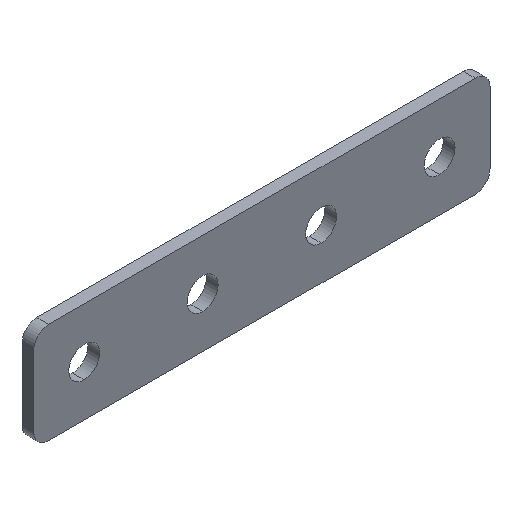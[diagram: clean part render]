
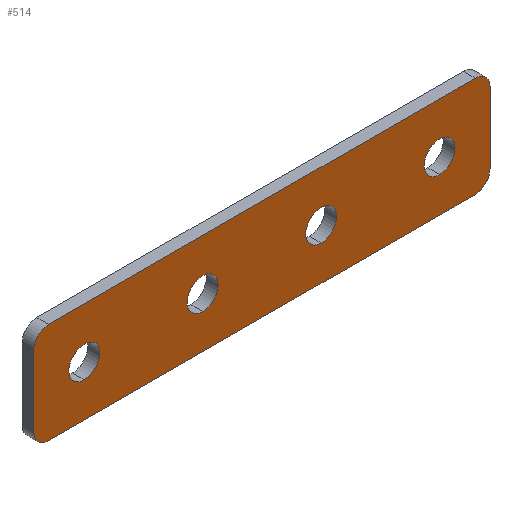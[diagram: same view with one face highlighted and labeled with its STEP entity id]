
A CAD part, isometric view. The second image highlights one B-rep face of the part: STEP entity #514.
In plain terms, the highlighted planar face has unit normal (0, -1, 0).
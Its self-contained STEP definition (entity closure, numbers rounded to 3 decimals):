
#4 = DIRECTION ( 'NONE',  ( 0., 0., 1. ) ) ;
#9 = CARTESIAN_POINT ( 'NONE',  ( -8.5, 0., 6. ) ) ;
#18 = CARTESIAN_POINT ( 'NONE',  ( 66., 0., 8.5 ) ) ;
#24 = AXIS2_PLACEMENT_3D ( 'NONE', #331, #240, #529 ) ;
#26 = CARTESIAN_POINT ( 'NONE',  ( 40., 0., 2.6 ) ) ;
#28 = FACE_BOUND ( 'NONE', #537, .T. ) ;
#32 = CIRCLE ( 'NONE', #609, 2.5 ) ;
#33 = ORIENTED_EDGE ( 'NONE', *, *, #307, .T. ) ;
#38 = DIRECTION ( 'NONE',  ( 0., 0., -1. ) ) ;
#41 = DIRECTION ( 'NONE',  ( 0., 0., 1. ) ) ;
#45 = ORIENTED_EDGE ( 'NONE', *, *, #266, .T. ) ;
#54 = ORIENTED_EDGE ( 'NONE', *, *, #143, .T. ) ;
#57 = VERTEX_POINT ( 'NONE', #311 ) ;
#62 = DIRECTION ( 'NONE',  ( 0., 0., 1. ) ) ;
#63 = VERTEX_POINT ( 'NONE', #117 ) ;
#74 = DIRECTION ( 'NONE',  ( 0., 0., -1. ) ) ;
#75 = CARTESIAN_POINT ( 'NONE',  ( 20., 0., 2.6 ) ) ;
#78 = AXIS2_PLACEMENT_3D ( 'NONE', #96, #290, #323 ) ;
#79 = EDGE_CURVE ( 'NONE', #256, #343, #206, .T. ) ;
#80 = CARTESIAN_POINT ( 'NONE',  ( 68.5, 0., 6. ) ) ;
#85 = AXIS2_PLACEMENT_3D ( 'NONE', #604, #326, #556 ) ;
#90 = CARTESIAN_POINT ( 'NONE',  ( -6., 0., 8.5 ) ) ;
#94 = DIRECTION ( 'NONE',  ( 0., -1., 0. ) ) ;
#95 = ORIENTED_EDGE ( 'NONE', *, *, #167, .T. ) ;
#96 = CARTESIAN_POINT ( 'NONE',  ( 40., 0., 0. ) ) ;
#101 = LINE ( 'NONE', #246, #223 ) ;
#104 = CARTESIAN_POINT ( 'NONE',  ( 8.5, 0., 8.5 ) ) ;
#105 = ORIENTED_EDGE ( 'NONE', *, *, #627, .F. ) ;
#111 = CIRCLE ( 'NONE', #568, 2.5 ) ;
#115 = DIRECTION ( 'NONE',  ( 0., 1., 0. ) ) ;
#117 = CARTESIAN_POINT ( 'NONE',  ( 68.5, 0., -6. ) ) ;
#133 = CARTESIAN_POINT ( 'NONE',  ( 20., 0., 0. ) ) ;
#134 = CARTESIAN_POINT ( 'NONE',  ( -6., 0., 6. ) ) ;
#135 = FACE_BOUND ( 'NONE', #150, .T. ) ;
#136 = CIRCLE ( 'NONE', #484, 2.6 ) ;
#143 = EDGE_CURVE ( 'NONE', #269, #401, #136, .T. ) ;
#144 = AXIS2_PLACEMENT_3D ( 'NONE', #553, #264, #411 ) ;
#148 = LINE ( 'NONE', #337, #559 ) ;
#150 = EDGE_LOOP ( 'NONE', ( #54, #548 ) ) ;
#151 = CIRCLE ( 'NONE', #251, 2.6 ) ;
#153 = LINE ( 'NONE', #104, #262 ) ;
#167 = EDGE_CURVE ( 'NONE', #635, #57, #212, .T. ) ;
#190 = DIRECTION ( 'NONE',  ( 0., 0., 1. ) ) ;
#192 = CIRCLE ( 'NONE', #369, 2.6 ) ;
#195 = CARTESIAN_POINT ( 'NONE',  ( 0., 0., 2.6 ) ) ;
#198 = VERTEX_POINT ( 'NONE', #90 ) ;
#199 = EDGE_CURVE ( 'NONE', #198, #446, #111, .T. ) ;
#201 = VERTEX_POINT ( 'NONE', #80 ) ;
#204 = CARTESIAN_POINT ( 'NONE',  ( 20., 0., 0. ) ) ;
#206 = CIRCLE ( 'NONE', #144, 2.6 ) ;
#207 = DIRECTION ( 'NONE',  ( 0., 1., 0. ) ) ;
#212 = CIRCLE ( 'NONE', #24, 2.5 ) ;
#223 = VECTOR ( 'NONE', #493, 1000. ) ;
#230 = FACE_OUTER_BOUND ( 'NONE', #405, .T. ) ;
#240 = DIRECTION ( 'NONE',  ( 0., -1., 0. ) ) ;
#244 = ORIENTED_EDGE ( 'NONE', *, *, #79, .T. ) ;
#246 = CARTESIAN_POINT ( 'NONE',  ( 68.5, 0., -8.5 ) ) ;
#251 = AXIS2_PLACEMENT_3D ( 'NONE', #133, #438, #41 ) ;
#253 = CARTESIAN_POINT ( 'NONE',  ( 40., 0., 0. ) ) ;
#254 = ORIENTED_EDGE ( 'NONE', *, *, #257, .F. ) ;
#256 = VERTEX_POINT ( 'NONE', #383 ) ;
#257 = EDGE_CURVE ( 'NONE', #635, #446, #148, .T. ) ;
#261 = CARTESIAN_POINT ( 'NONE',  ( 68.5, 0., 8.5 ) ) ;
#262 = VECTOR ( 'NONE', #497, 1000. ) ;
#264 = DIRECTION ( 'NONE',  ( 0., 1., 0. ) ) ;
#266 = EDGE_CURVE ( 'NONE', #201, #507, #426, .T. ) ;
#267 = ORIENTED_EDGE ( 'NONE', *, *, #363, .T. ) ;
#269 = VERTEX_POINT ( 'NONE', #195 ) ;
#274 = CARTESIAN_POINT ( 'NONE',  ( 60., 0., 2.6 ) ) ;
#276 = CIRCLE ( 'NONE', #78, 2.6 ) ;
#277 = FACE_BOUND ( 'NONE', #313, .T. ) ;
#278 = CIRCLE ( 'NONE', #382, 2.6 ) ;
#287 = DIRECTION ( 'NONE',  ( 0., -1., 0. ) ) ;
#290 = DIRECTION ( 'NONE',  ( 0., 1., 0. ) ) ;
#291 = EDGE_CURVE ( 'NONE', #314, #492, #151, .T. ) ;
#298 = CARTESIAN_POINT ( 'NONE',  ( 0., 0., -2.6 ) ) ;
#305 = ORIENTED_EDGE ( 'NONE', *, *, #291, .T. ) ;
#306 = CARTESIAN_POINT ( 'NONE',  ( 20., 0., -2.6 ) ) ;
#307 = EDGE_CURVE ( 'NONE', #490, #350, #276, .T. ) ;
#311 = CARTESIAN_POINT ( 'NONE',  ( -6., 0., -8.5 ) ) ;
#313 = EDGE_LOOP ( 'NONE', ( #267, #244 ) ) ;
#314 = VERTEX_POINT ( 'NONE', #75 ) ;
#316 = CARTESIAN_POINT ( 'NONE',  ( 66., 0., -6. ) ) ;
#323 = DIRECTION ( 'NONE',  ( 0., 0., 1. ) ) ;
#326 = DIRECTION ( 'NONE',  ( 0., -1., 0. ) ) ;
#331 = CARTESIAN_POINT ( 'NONE',  ( -6., 0., -6. ) ) ;
#337 = CARTESIAN_POINT ( 'NONE',  ( -8.5, 0., -8.5 ) ) ;
#343 = VERTEX_POINT ( 'NONE', #274 ) ;
#350 = VERTEX_POINT ( 'NONE', #26 ) ;
#354 = LINE ( 'NONE', #261, #491 ) ;
#362 = ORIENTED_EDGE ( 'NONE', *, *, #487, .T. ) ;
#363 = EDGE_CURVE ( 'NONE', #343, #256, #278, .T. ) ;
#369 = AXIS2_PLACEMENT_3D ( 'NONE', #253, #115, #62 ) ;
#370 = DIRECTION ( 'NONE',  ( 0., 1., 0. ) ) ;
#373 = VERTEX_POINT ( 'NONE', #578 ) ;
#374 = DIRECTION ( 'NONE',  ( 0., 0., 1. ) ) ;
#380 = AXIS2_PLACEMENT_3D ( 'NONE', #535, #94, #38 ) ;
#382 = AXIS2_PLACEMENT_3D ( 'NONE', #564, #527, #190 ) ;
#383 = CARTESIAN_POINT ( 'NONE',  ( 60., 0., -2.6 ) ) ;
#384 = ORIENTED_EDGE ( 'NONE', *, *, #633, .T. ) ;
#388 = CARTESIAN_POINT ( 'NONE',  ( 0., 0., 0. ) ) ;
#401 = VERTEX_POINT ( 'NONE', #298 ) ;
#405 = EDGE_LOOP ( 'NONE', ( #511, #45, #590, #442, #254, #95, #105, #587 ) ) ;
#411 = DIRECTION ( 'NONE',  ( 0., 0., 1. ) ) ;
#414 = EDGE_LOOP ( 'NONE', ( #362, #33 ) ) ;
#419 = EDGE_CURVE ( 'NONE', #201, #63, #354, .T. ) ;
#420 = DIRECTION ( 'NONE',  ( 0., -1., 0. ) ) ;
#424 = CARTESIAN_POINT ( 'NONE',  ( 0., 0., 0. ) ) ;
#426 = CIRCLE ( 'NONE', #380, 2.5 ) ;
#438 = DIRECTION ( 'NONE',  ( 0., 1., 0. ) ) ;
#442 = ORIENTED_EDGE ( 'NONE', *, *, #199, .T. ) ;
#444 = DIRECTION ( 'NONE',  ( 0., 0., -1. ) ) ;
#445 = CIRCLE ( 'NONE', #526, 2.6 ) ;
#446 = VERTEX_POINT ( 'NONE', #9 ) ;
#466 = EDGE_CURVE ( 'NONE', #401, #269, #445, .T. ) ;
#469 = FACE_BOUND ( 'NONE', #414, .T. ) ;
#484 = AXIS2_PLACEMENT_3D ( 'NONE', #424, #370, #374 ) ;
#487 = EDGE_CURVE ( 'NONE', #350, #490, #192, .T. ) ;
#490 = VERTEX_POINT ( 'NONE', #595 ) ;
#491 = VECTOR ( 'NONE', #444, 1000. ) ;
#492 = VERTEX_POINT ( 'NONE', #306 ) ;
#493 = DIRECTION ( 'NONE',  ( -1., 0., 0. ) ) ;
#496 = EDGE_CURVE ( 'NONE', #198, #507, #153, .T. ) ;
#497 = DIRECTION ( 'NONE',  ( 1., 0., 0. ) ) ;
#499 = CARTESIAN_POINT ( 'NONE',  ( -8.5, 0., -6. ) ) ;
#506 = CIRCLE ( 'NONE', #579, 2.6 ) ;
#507 = VERTEX_POINT ( 'NONE', #18 ) ;
#511 = ORIENTED_EDGE ( 'NONE', *, *, #419, .F. ) ;
#513 = PLANE ( 'NONE',  #85 ) ;
#514 = ADVANCED_FACE ( 'NONE', ( #277, #469, #28, #135, #230 ), #513, .T. ) ;
#524 = EDGE_CURVE ( 'NONE', #373, #63, #32, .T. ) ;
#526 = AXIS2_PLACEMENT_3D ( 'NONE', #388, #549, #599 ) ;
#527 = DIRECTION ( 'NONE',  ( 0., 1., 0. ) ) ;
#529 = DIRECTION ( 'NONE',  ( 0., 0., -1. ) ) ;
#535 = CARTESIAN_POINT ( 'NONE',  ( 66., 0., 6. ) ) ;
#537 = EDGE_LOOP ( 'NONE', ( #305, #384 ) ) ;
#548 = ORIENTED_EDGE ( 'NONE', *, *, #466, .T. ) ;
#549 = DIRECTION ( 'NONE',  ( 0., 1., 0. ) ) ;
#553 = CARTESIAN_POINT ( 'NONE',  ( 60., 0., 0. ) ) ;
#556 = DIRECTION ( 'NONE',  ( 0., 0., -1. ) ) ;
#559 = VECTOR ( 'NONE', #586, 1000. ) ;
#564 = CARTESIAN_POINT ( 'NONE',  ( 60., 0., 0. ) ) ;
#568 = AXIS2_PLACEMENT_3D ( 'NONE', #134, #287, #581 ) ;
#578 = CARTESIAN_POINT ( 'NONE',  ( 66., 0., -8.5 ) ) ;
#579 = AXIS2_PLACEMENT_3D ( 'NONE', #204, #207, #4 ) ;
#581 = DIRECTION ( 'NONE',  ( 0., 0., -1. ) ) ;
#586 = DIRECTION ( 'NONE',  ( 0., 0., 1. ) ) ;
#587 = ORIENTED_EDGE ( 'NONE', *, *, #524, .T. ) ;
#590 = ORIENTED_EDGE ( 'NONE', *, *, #496, .F. ) ;
#595 = CARTESIAN_POINT ( 'NONE',  ( 40., 0., -2.6 ) ) ;
#599 = DIRECTION ( 'NONE',  ( 0., 0., 1. ) ) ;
#604 = CARTESIAN_POINT ( 'NONE',  ( 0., 0., 0. ) ) ;
#609 = AXIS2_PLACEMENT_3D ( 'NONE', #316, #420, #74 ) ;
#627 = EDGE_CURVE ( 'NONE', #373, #57, #101, .T. ) ;
#633 = EDGE_CURVE ( 'NONE', #492, #314, #506, .T. ) ;
#635 = VERTEX_POINT ( 'NONE', #499 ) ;
